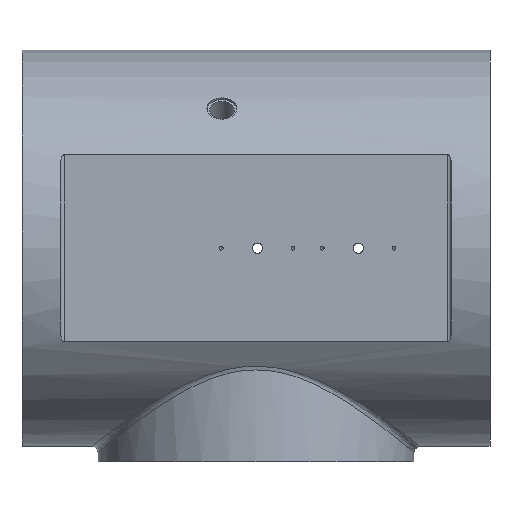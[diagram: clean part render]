
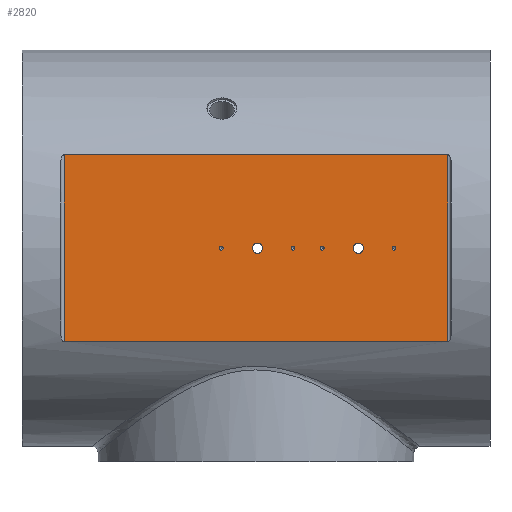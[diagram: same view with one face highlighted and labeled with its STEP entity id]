
A CAD part, left-side view. The second image highlights one B-rep face of the part: STEP entity #2820.
In plain terms, the highlighted planar face has unit normal (-1, 0, 0).
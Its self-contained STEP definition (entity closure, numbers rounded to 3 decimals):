
#20=PLANE('',#3083);
#58=FACE_BOUND('',#509,.T.);
#59=FACE_BOUND('',#510,.T.);
#60=FACE_BOUND('',#511,.T.);
#61=FACE_BOUND('',#512,.T.);
#62=FACE_BOUND('',#513,.T.);
#63=FACE_BOUND('',#514,.T.);
#292=FACE_OUTER_BOUND('',#508,.T.);
#508=EDGE_LOOP('',(#2159,#2160,#2161,#2162));
#509=EDGE_LOOP('',(#2163));
#510=EDGE_LOOP('',(#2164));
#511=EDGE_LOOP('',(#2165));
#512=EDGE_LOOP('',(#2166));
#513=EDGE_LOOP('',(#2167));
#514=EDGE_LOOP('',(#2168));
#742=LINE('',#4766,#925);
#744=LINE('',#4799,#927);
#755=LINE('',#5054,#938);
#756=LINE('',#5057,#939);
#925=VECTOR('',#3549,10.);
#927=VECTOR('',#3557,10.);
#938=VECTOR('',#3612,10.);
#939=VECTOR('',#3617,10.);
#1125=CIRCLE('',#3084,1.23);
#1126=CIRCLE('',#3085,1.23);
#1127=CIRCLE('',#3086,1.23);
#1128=CIRCLE('',#3087,1.23);
#1129=CIRCLE('',#3088,3.3);
#1130=CIRCLE('',#3089,3.3);
#1312=VERTEX_POINT('',#4752);
#1313=VERTEX_POINT('',#4765);
#1318=VERTEX_POINT('',#4787);
#1319=VERTEX_POINT('',#4798);
#1343=VERTEX_POINT('',#5060);
#1344=VERTEX_POINT('',#5062);
#1345=VERTEX_POINT('',#5064);
#1346=VERTEX_POINT('',#5066);
#1347=VERTEX_POINT('',#5068);
#1348=VERTEX_POINT('',#5070);
#1617=EDGE_CURVE('',#1312,#1313,#742,.T.);
#1624=EDGE_CURVE('',#1318,#1319,#744,.T.);
#1657=EDGE_CURVE('',#1319,#1312,#755,.T.);
#1658=EDGE_CURVE('',#1313,#1318,#756,.T.);
#1660=EDGE_CURVE('',#1343,#1343,#1125,.T.);
#1661=EDGE_CURVE('',#1344,#1344,#1126,.T.);
#1662=EDGE_CURVE('',#1345,#1345,#1127,.T.);
#1663=EDGE_CURVE('',#1346,#1346,#1128,.T.);
#1664=EDGE_CURVE('',#1347,#1347,#1129,.T.);
#1665=EDGE_CURVE('',#1348,#1348,#1130,.T.);
#2159=ORIENTED_EDGE('',*,*,#1657,.F.);
#2160=ORIENTED_EDGE('',*,*,#1624,.F.);
#2161=ORIENTED_EDGE('',*,*,#1658,.F.);
#2162=ORIENTED_EDGE('',*,*,#1617,.F.);
#2163=ORIENTED_EDGE('',*,*,#1660,.T.);
#2164=ORIENTED_EDGE('',*,*,#1661,.T.);
#2165=ORIENTED_EDGE('',*,*,#1662,.T.);
#2166=ORIENTED_EDGE('',*,*,#1663,.T.);
#2167=ORIENTED_EDGE('',*,*,#1664,.T.);
#2168=ORIENTED_EDGE('',*,*,#1665,.T.);
#2820=ADVANCED_FACE('',(#292,#58,#59,#60,#61,#62,#63),#20,.F.);
#3083=AXIS2_PLACEMENT_3D('',#5059,#3619,#3620);
#3084=AXIS2_PLACEMENT_3D('',#5061,#3621,#3622);
#3085=AXIS2_PLACEMENT_3D('',#5063,#3623,#3624);
#3086=AXIS2_PLACEMENT_3D('',#5065,#3625,#3626);
#3087=AXIS2_PLACEMENT_3D('',#5067,#3627,#3628);
#3088=AXIS2_PLACEMENT_3D('',#5069,#3629,#3630);
#3089=AXIS2_PLACEMENT_3D('',#5071,#3631,#3632);
#3549=DIRECTION('',(0.,1.,0.));
#3557=DIRECTION('',(0.,-1.,0.));
#3612=DIRECTION('',(0.,0.,-1.));
#3617=DIRECTION('',(0.,0.,1.));
#3619=DIRECTION('center_axis',(1.,0.,0.));
#3620=DIRECTION('ref_axis',(0.,1.,0.));
#3621=DIRECTION('center_axis',(1.,0.,0.));
#3622=DIRECTION('ref_axis',(0.,0.,1.));
#3623=DIRECTION('center_axis',(1.,0.,0.));
#3624=DIRECTION('ref_axis',(0.,0.,1.));
#3625=DIRECTION('center_axis',(1.,0.,0.));
#3626=DIRECTION('ref_axis',(0.,0.,1.));
#3627=DIRECTION('center_axis',(1.,0.,0.));
#3628=DIRECTION('ref_axis',(0.,0.,1.));
#3629=DIRECTION('center_axis',(1.,0.,0.));
#3630=DIRECTION('ref_axis',(0.,0.,1.));
#3631=DIRECTION('center_axis',(1.,0.,0.));
#3632=DIRECTION('ref_axis',(0.,0.,1.));
#4752=CARTESIAN_POINT('',(-112.,27.,-59.875));
#4765=CARTESIAN_POINT('',(-112.,273.,-59.875));
#4766=CARTESIAN_POINT('',(-112.,150.,-59.875));
#4787=CARTESIAN_POINT('',(-112.,273.,59.875));
#4798=CARTESIAN_POINT('',(-112.,27.,59.875));
#4799=CARTESIAN_POINT('',(-112.,150.,59.875));
#5054=CARTESIAN_POINT('',(-112.,27.,0.));
#5057=CARTESIAN_POINT('',(-112.,273.,0.));
#5059=CARTESIAN_POINT('Origin',(-112.,25.,0.));
#5060=CARTESIAN_POINT('',(-112.,61.587,-1.23));
#5061=CARTESIAN_POINT('Origin',(-112.,61.587,0.));
#5062=CARTESIAN_POINT('',(-112.,126.237,-1.229));
#5063=CARTESIAN_POINT('Origin',(-112.,126.237,0.));
#5064=CARTESIAN_POINT('',(-112.,172.237,-1.23));
#5065=CARTESIAN_POINT('Origin',(-112.,172.237,0.));
#5066=CARTESIAN_POINT('',(-112.,107.587,-1.23));
#5067=CARTESIAN_POINT('Origin',(-112.,107.587,0.));
#5068=CARTESIAN_POINT('',(-112.,84.387,-3.3));
#5069=CARTESIAN_POINT('Origin',(-112.,84.387,0.));
#5070=CARTESIAN_POINT('',(-112.,149.037,-3.3));
#5071=CARTESIAN_POINT('Origin',(-112.,149.037,0.));
